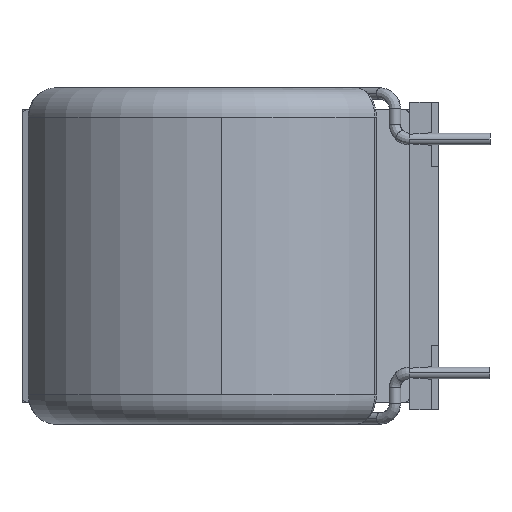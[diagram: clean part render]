
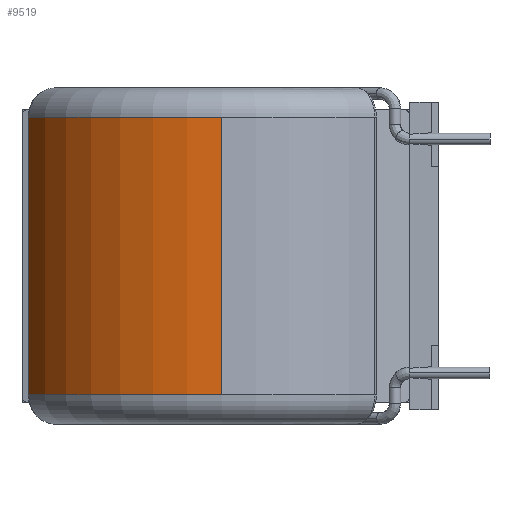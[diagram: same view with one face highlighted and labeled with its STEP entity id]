
A CAD part, left-side view. The second image highlights one B-rep face of the part: STEP entity #9519.
In plain terms, the highlighted cylindrical face has radius 14.25 mm (diameter 28.5 mm), a partial arc.
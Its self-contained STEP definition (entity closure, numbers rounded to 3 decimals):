
#286 = LINE ( 'NONE', #2918, #21952 ) ;
#1180 = ORIENTED_EDGE ( 'NONE', *, *, #14996, .T. ) ;
#1532 = ORIENTED_EDGE ( 'NONE', *, *, #22764, .F. ) ;
#1557 = FACE_OUTER_BOUND ( 'NONE', #13514, .T. ) ;
#2918 = CARTESIAN_POINT ( 'NONE',  ( -14.25, 0., 11.5 ) ) ;
#3532 = CYLINDRICAL_SURFACE ( 'NONE', #16925, 14.25 ) ;
#3887 = EDGE_CURVE ( 'NONE', #17988, #19155, #9708, .T. ) ;
#4798 = VERTEX_POINT ( 'NONE', #25287 ) ;
#5349 = VERTEX_POINT ( 'NONE', #12679 ) ;
#5667 = DIRECTION ( 'NONE',  ( 0., 0., -1. ) ) ;
#5954 = DIRECTION ( 'NONE',  ( 1., 0., 0. ) ) ;
#7567 = CARTESIAN_POINT ( 'NONE',  ( 0., 0., -9.5 ) ) ;
#7752 = VECTOR ( 'NONE', #13848, 1000. ) ;
#8146 = CARTESIAN_POINT ( 'NONE',  ( -5.39, 13.191, 9.5 ) ) ;
#8883 = CIRCLE ( 'NONE', #9976, 14.25 ) ;
#9519 = ADVANCED_FACE ( 'NONE', ( #1557 ), #3532, .T. ) ;
#9708 = LINE ( 'NONE', #24547, #7752 ) ;
#9976 = AXIS2_PLACEMENT_3D ( 'NONE', #7567, #26584, #12110 ) ;
#11088 = ORIENTED_EDGE ( 'NONE', *, *, #16652, .T. ) ;
#12110 = DIRECTION ( 'NONE',  ( 1., 0., 0. ) ) ;
#12679 = CARTESIAN_POINT ( 'NONE',  ( -14.25, 0., 9.5 ) ) ;
#13141 = DIRECTION ( 'NONE',  ( 0., 0., -1. ) ) ;
#13514 = EDGE_LOOP ( 'NONE', ( #1532, #11088, #15794, #1180 ) ) ;
#13750 = DIRECTION ( 'NONE',  ( -1., 0., 0. ) ) ;
#13848 = DIRECTION ( 'NONE',  ( 0., 0., -1. ) ) ;
#14996 = EDGE_CURVE ( 'NONE', #19155, #4798, #8883, .T. ) ;
#15794 = ORIENTED_EDGE ( 'NONE', *, *, #3887, .T. ) ;
#16652 = EDGE_CURVE ( 'NONE', #5349, #17988, #20546, .T. ) ;
#16925 = AXIS2_PLACEMENT_3D ( 'NONE', #17903, #24097, #13750 ) ;
#17903 = CARTESIAN_POINT ( 'NONE',  ( 0., 0., 11.5 ) ) ;
#17988 = VERTEX_POINT ( 'NONE', #8146 ) ;
#18526 = CARTESIAN_POINT ( 'NONE',  ( 0., 0., 9.5 ) ) ;
#19155 = VERTEX_POINT ( 'NONE', #24057 ) ;
#20546 = CIRCLE ( 'NONE', #20621, 14.25 ) ;
#20621 = AXIS2_PLACEMENT_3D ( 'NONE', #18526, #5667, #5954 ) ;
#21952 = VECTOR ( 'NONE', #13141, 1000. ) ;
#22764 = EDGE_CURVE ( 'NONE', #5349, #4798, #286, .T. ) ;
#24057 = CARTESIAN_POINT ( 'NONE',  ( -5.39, 13.191, -9.5 ) ) ;
#24097 = DIRECTION ( 'NONE',  ( 0., 0., -1. ) ) ;
#24547 = CARTESIAN_POINT ( 'NONE',  ( -5.39, 13.191, 11.5 ) ) ;
#25287 = CARTESIAN_POINT ( 'NONE',  ( -14.25, 0., -9.5 ) ) ;
#26584 = DIRECTION ( 'NONE',  ( 0., 0., 1. ) ) ;
